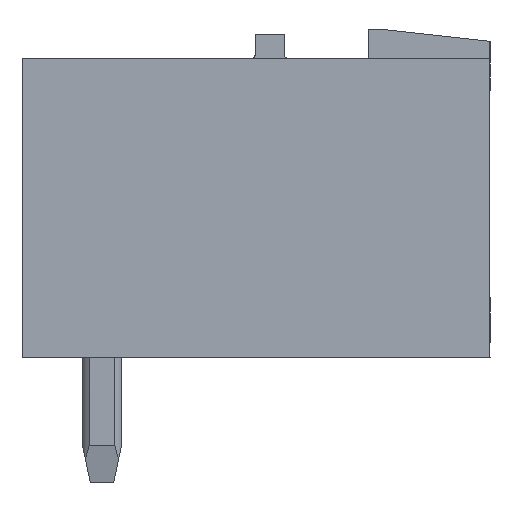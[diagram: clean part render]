
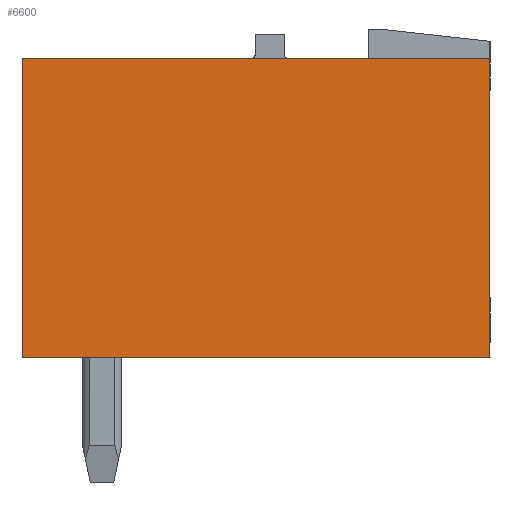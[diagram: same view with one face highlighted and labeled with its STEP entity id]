
A CAD part, left-side view. The second image highlights one B-rep face of the part: STEP entity #6600.
In plain terms, the highlighted planar face has unit normal (-1, 0, 0).
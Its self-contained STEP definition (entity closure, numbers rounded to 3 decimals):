
#6592=AXIS2_PLACEMENT_3D('Plane Axis2P3D',#6589,#6590,#6591) ;
#469=CARTESIAN_POINT('Vertex',(0.,12.,10.88)) ;
#472=CARTESIAN_POINT('Line Origine',(0.,6.,10.88)) ;
#476=CARTESIAN_POINT('Vertex',(0.,0.,10.88)) ;
#704=CARTESIAN_POINT('Vertex',(0.,12.,3.2)) ;
#707=CARTESIAN_POINT('Line Origine',(0.,12.,7.04)) ;
#735=CARTESIAN_POINT('Vertex',(0.,0.,3.2)) ;
#738=CARTESIAN_POINT('Line Origine',(0.,6.,3.2)) ;
#3505=CARTESIAN_POINT('Line Origine',(0.,0.,7.04)) ;
#6589=CARTESIAN_POINT('Axis2P3D Location',(0.,0.,0.)) ;
#473=DIRECTION('Vector Direction',(0.,1.,0.)) ;
#708=DIRECTION('Vector Direction',(0.,0.,1.)) ;
#739=DIRECTION('Vector Direction',(0.,1.,0.)) ;
#3506=DIRECTION('Vector Direction',(0.,0.,-1.)) ;
#6590=DIRECTION('Axis2P3D Direction',(-1.,0.,0.)) ;
#6591=DIRECTION('Axis2P3D XDirection',(0.,-1.,0.)) ;
#474=VECTOR('Line Direction',#473,1.) ;
#709=VECTOR('Line Direction',#708,1.) ;
#740=VECTOR('Line Direction',#739,1.) ;
#3507=VECTOR('Line Direction',#3506,1.) ;
#6595=ORIENTED_EDGE('',*,*,#3509,.T.) ;
#6596=ORIENTED_EDGE('',*,*,#478,.T.) ;
#6597=ORIENTED_EDGE('',*,*,#711,.T.) ;
#6598=ORIENTED_EDGE('',*,*,#742,.T.) ;
#6600=ADVANCED_FACE('Housing',(#6599),#6593,.T.) ;
#478=EDGE_CURVE('',#477,#470,#475,.T.) ;
#711=EDGE_CURVE('',#470,#705,#710,.F.) ;
#742=EDGE_CURVE('',#705,#736,#741,.F.) ;
#3509=EDGE_CURVE('',#736,#477,#3508,.F.) ;
#6594=EDGE_LOOP('',(#6595,#6596,#6597,#6598)) ;
#6599=FACE_OUTER_BOUND('',#6594,.T.) ;
#475=LINE('Line',#472,#474) ;
#710=LINE('Line',#707,#709) ;
#741=LINE('Line',#738,#740) ;
#3508=LINE('Line',#3505,#3507) ;
#6593=PLANE('',#6592) ;
#470=VERTEX_POINT('',#469) ;
#477=VERTEX_POINT('',#476) ;
#705=VERTEX_POINT('',#704) ;
#736=VERTEX_POINT('',#735) ;
